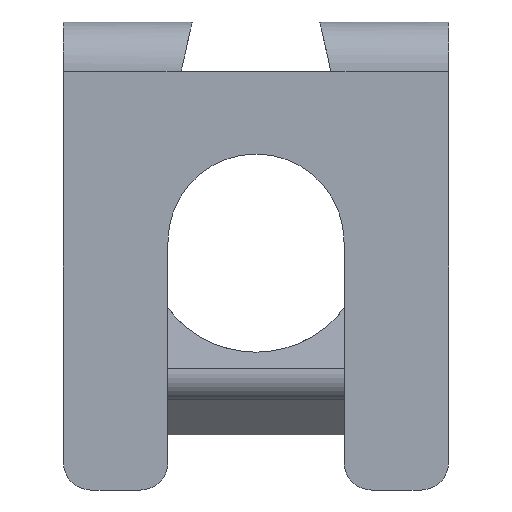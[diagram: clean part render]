
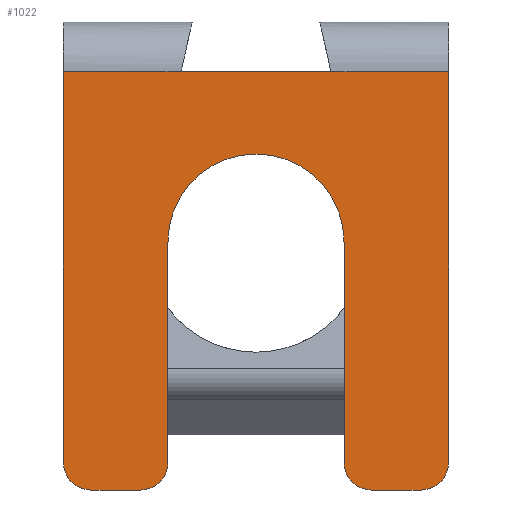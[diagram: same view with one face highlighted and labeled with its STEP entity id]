
A CAD part, front view. The second image highlights one B-rep face of the part: STEP entity #1022.
In plain terms, the highlighted planar face has unit normal (0, -1, 0).
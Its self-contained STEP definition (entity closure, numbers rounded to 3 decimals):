
#14 = VECTOR ( 'NONE', #798, 1000. ) ;
#19 = EDGE_CURVE ( 'NONE', #180, #258, #616, .T. ) ;
#31 = VECTOR ( 'NONE', #34, 1000. ) ;
#33 = VECTOR ( 'NONE', #730, 1000. ) ;
#34 = DIRECTION ( 'NONE',  ( 0., 0., 1. ) ) ;
#35 = ORIENTED_EDGE ( 'NONE', *, *, #420, .T. ) ;
#40 = EDGE_CURVE ( 'NONE', #959, #485, #153, .T. ) ;
#51 = FACE_OUTER_BOUND ( 'NONE', #181, .T. ) ;
#55 = DIRECTION ( 'NONE',  ( 0., -1., 0. ) ) ;
#73 = CARTESIAN_POINT ( 'NONE',  ( 3., 0., 0. ) ) ;
#85 = AXIS2_PLACEMENT_3D ( 'NONE', #306, #377, #951 ) ;
#94 = ORIENTED_EDGE ( 'NONE', *, *, #653, .T. ) ;
#103 = AXIS2_PLACEMENT_3D ( 'NONE', #1045, #948, #642 ) ;
#120 = DIRECTION ( 'NONE',  ( 0., -1., 0. ) ) ;
#145 = CARTESIAN_POINT ( 'NONE',  ( 3.5, 0., 7.605 ) ) ;
#146 = CIRCLE ( 'NONE', #813, 0.5 ) ;
#153 = LINE ( 'NONE', #720, #342 ) ;
#154 = DIRECTION ( 'NONE',  ( 0., 0., 1. ) ) ;
#156 = LINE ( 'NONE', #796, #459 ) ;
#165 = VECTOR ( 'NONE', #662, 1000. ) ;
#174 = LINE ( 'NONE', #825, #165 ) ;
#180 = VERTEX_POINT ( 'NONE', #967 ) ;
#181 = EDGE_LOOP ( 'NONE', ( #554, #996, #1016, #880, #94, #496, #597, #227, #314, #35, #980, #727, #487, #989 ) ) ;
#198 = EDGE_CURVE ( 'NONE', #258, #1036, #683, .T. ) ;
#203 = CARTESIAN_POINT ( 'NONE',  ( -1.6, 0., 0. ) ) ;
#205 = EDGE_CURVE ( 'NONE', #790, #541, #994, .T. ) ;
#227 = ORIENTED_EDGE ( 'NONE', *, *, #870, .T. ) ;
#228 = CARTESIAN_POINT ( 'NONE',  ( -1.6, 0., 4.505 ) ) ;
#229 = VERTEX_POINT ( 'NONE', #842 ) ;
#230 = CARTESIAN_POINT ( 'NONE',  ( 0., 0., 4.505 ) ) ;
#251 = AXIS2_PLACEMENT_3D ( 'NONE', #230, #635, #478 ) ;
#258 = VERTEX_POINT ( 'NONE', #1011 ) ;
#290 = CARTESIAN_POINT ( 'NONE',  ( 1.361, 0., 7.605 ) ) ;
#296 = DIRECTION ( 'NONE',  ( 0., 0., 1. ) ) ;
#306 = CARTESIAN_POINT ( 'NONE',  ( 3.5, 0., 0. ) ) ;
#308 = DIRECTION ( 'NONE',  ( 0., -1., 0. ) ) ;
#314 = ORIENTED_EDGE ( 'NONE', *, *, #40, .F. ) ;
#322 = CARTESIAN_POINT ( 'NONE',  ( -1.6, 0., 0.5 ) ) ;
#338 = VERTEX_POINT ( 'NONE', #290 ) ;
#339 = DIRECTION ( 'NONE',  ( 0., 0., -1. ) ) ;
#342 = VECTOR ( 'NONE', #552, 1000. ) ;
#374 = CARTESIAN_POINT ( 'NONE',  ( 3.5, 0., 0.5 ) ) ;
#377 = DIRECTION ( 'NONE',  ( 0., 1., 0. ) ) ;
#386 = LINE ( 'NONE', #696, #712 ) ;
#394 = EDGE_CURVE ( 'NONE', #844, #395, #981, .T. ) ;
#395 = VERTEX_POINT ( 'NONE', #374 ) ;
#420 = EDGE_CURVE ( 'NONE', #959, #790, #146, .T. ) ;
#421 = VERTEX_POINT ( 'NONE', #933 ) ;
#452 = CARTESIAN_POINT ( 'NONE',  ( -2.1, 0., 0. ) ) ;
#455 = AXIS2_PLACEMENT_3D ( 'NONE', #632, #55, #154 ) ;
#459 = VECTOR ( 'NONE', #339, 1000. ) ;
#477 = VERTEX_POINT ( 'NONE', #533 ) ;
#478 = DIRECTION ( 'NONE',  ( 0., 0., 1. ) ) ;
#485 = VERTEX_POINT ( 'NONE', #852 ) ;
#487 = ORIENTED_EDGE ( 'NONE', *, *, #855, .T. ) ;
#489 = CIRCLE ( 'NONE', #455, 0.5 ) ;
#496 = ORIENTED_EDGE ( 'NONE', *, *, #19, .T. ) ;
#508 = EDGE_CURVE ( 'NONE', #421, #782, #489, .T. ) ;
#515 = VECTOR ( 'NONE', #1024, 1000. ) ;
#533 = CARTESIAN_POINT ( 'NONE',  ( 1.6, 0., 4.505 ) ) ;
#541 = VERTEX_POINT ( 'NONE', #228 ) ;
#543 = CARTESIAN_POINT ( 'NONE',  ( -2.1, 0., 0.5 ) ) ;
#552 = DIRECTION ( 'NONE',  ( -1., 0., 0. ) ) ;
#554 = ORIENTED_EDGE ( 'NONE', *, *, #919, .F. ) ;
#597 = ORIENTED_EDGE ( 'NONE', *, *, #198, .T. ) ;
#615 = PLANE ( 'NONE',  #85 ) ;
#616 = LINE ( 'NONE', #145, #14 ) ;
#632 = CARTESIAN_POINT ( 'NONE',  ( 2.1, 0., 0.5 ) ) ;
#635 = DIRECTION ( 'NONE',  ( 0., 1., 0. ) ) ;
#642 = DIRECTION ( 'NONE',  ( 0., 0., 1. ) ) ;
#653 = EDGE_CURVE ( 'NONE', #338, #180, #174, .T. ) ;
#662 = DIRECTION ( 'NONE',  ( -1., 0., 0. ) ) ;
#683 = LINE ( 'NONE', #688, #811 ) ;
#688 = CARTESIAN_POINT ( 'NONE',  ( -3.5, 0., 0. ) ) ;
#696 = CARTESIAN_POINT ( 'NONE',  ( 3.5, 0., 7.605 ) ) ;
#707 = DIRECTION ( 'NONE',  ( 0., 0., 1. ) ) ;
#712 = VECTOR ( 'NONE', #945, 1000. ) ;
#720 = CARTESIAN_POINT ( 'NONE',  ( 3.5, 0., 0. ) ) ;
#727 = ORIENTED_EDGE ( 'NONE', *, *, #803, .T. ) ;
#730 = DIRECTION ( 'NONE',  ( 0., 0., -1. ) ) ;
#736 = LINE ( 'NONE', #897, #33 ) ;
#761 = DIRECTION ( 'NONE',  ( 0., 0., -1. ) ) ;
#782 = VERTEX_POINT ( 'NONE', #1008 ) ;
#786 = CARTESIAN_POINT ( 'NONE',  ( 3., 0., 0.5 ) ) ;
#790 = VERTEX_POINT ( 'NONE', #322 ) ;
#796 = CARTESIAN_POINT ( 'NONE',  ( 3.5, 0., 0. ) ) ;
#798 = DIRECTION ( 'NONE',  ( -1., 0., 0. ) ) ;
#803 = EDGE_CURVE ( 'NONE', #541, #477, #917, .T. ) ;
#811 = VECTOR ( 'NONE', #761, 1000. ) ;
#813 = AXIS2_PLACEMENT_3D ( 'NONE', #543, #308, #707 ) ;
#825 = CARTESIAN_POINT ( 'NONE',  ( 1.361, 0., 7.605 ) ) ;
#842 = CARTESIAN_POINT ( 'NONE',  ( 3.5, 0., 7.605 ) ) ;
#843 = EDGE_CURVE ( 'NONE', #229, #395, #156, .T. ) ;
#844 = VERTEX_POINT ( 'NONE', #73 ) ;
#852 = CARTESIAN_POINT ( 'NONE',  ( -3., 0., 0. ) ) ;
#855 = EDGE_CURVE ( 'NONE', #477, #421, #736, .T. ) ;
#870 = EDGE_CURVE ( 'NONE', #1036, #485, #1052, .T. ) ;
#875 = CARTESIAN_POINT ( 'NONE',  ( -3.5, 0., 0.5 ) ) ;
#880 = ORIENTED_EDGE ( 'NONE', *, *, #1027, .T. ) ;
#897 = CARTESIAN_POINT ( 'NONE',  ( 1.6, 0., 0. ) ) ;
#917 = CIRCLE ( 'NONE', #251, 1.6 ) ;
#919 = EDGE_CURVE ( 'NONE', #844, #782, #1018, .T. ) ;
#928 = AXIS2_PLACEMENT_3D ( 'NONE', #786, #120, #296 ) ;
#933 = CARTESIAN_POINT ( 'NONE',  ( 1.6, 0., 0.5 ) ) ;
#945 = DIRECTION ( 'NONE',  ( -1., 0., 0. ) ) ;
#948 = DIRECTION ( 'NONE',  ( 0., -1., 0. ) ) ;
#951 = DIRECTION ( 'NONE',  ( 0., 0., 1. ) ) ;
#959 = VERTEX_POINT ( 'NONE', #452 ) ;
#967 = CARTESIAN_POINT ( 'NONE',  ( -1.361, 0., 7.605 ) ) ;
#980 = ORIENTED_EDGE ( 'NONE', *, *, #205, .T. ) ;
#981 = CIRCLE ( 'NONE', #928, 0.5 ) ;
#989 = ORIENTED_EDGE ( 'NONE', *, *, #508, .T. ) ;
#994 = LINE ( 'NONE', #203, #31 ) ;
#996 = ORIENTED_EDGE ( 'NONE', *, *, #394, .T. ) ;
#1008 = CARTESIAN_POINT ( 'NONE',  ( 2.1, 0., 0. ) ) ;
#1011 = CARTESIAN_POINT ( 'NONE',  ( -3.5, 0., 7.605 ) ) ;
#1016 = ORIENTED_EDGE ( 'NONE', *, *, #843, .F. ) ;
#1018 = LINE ( 'NONE', #1038, #515 ) ;
#1022 = ADVANCED_FACE ( 'NONE', ( #51 ), #615, .F. ) ;
#1024 = DIRECTION ( 'NONE',  ( -1., 0., 0. ) ) ;
#1027 = EDGE_CURVE ( 'NONE', #229, #338, #386, .T. ) ;
#1036 = VERTEX_POINT ( 'NONE', #875 ) ;
#1038 = CARTESIAN_POINT ( 'NONE',  ( 3.5, 0., 0. ) ) ;
#1045 = CARTESIAN_POINT ( 'NONE',  ( -3., 0., 0.5 ) ) ;
#1052 = CIRCLE ( 'NONE', #103, 0.5 ) ;
